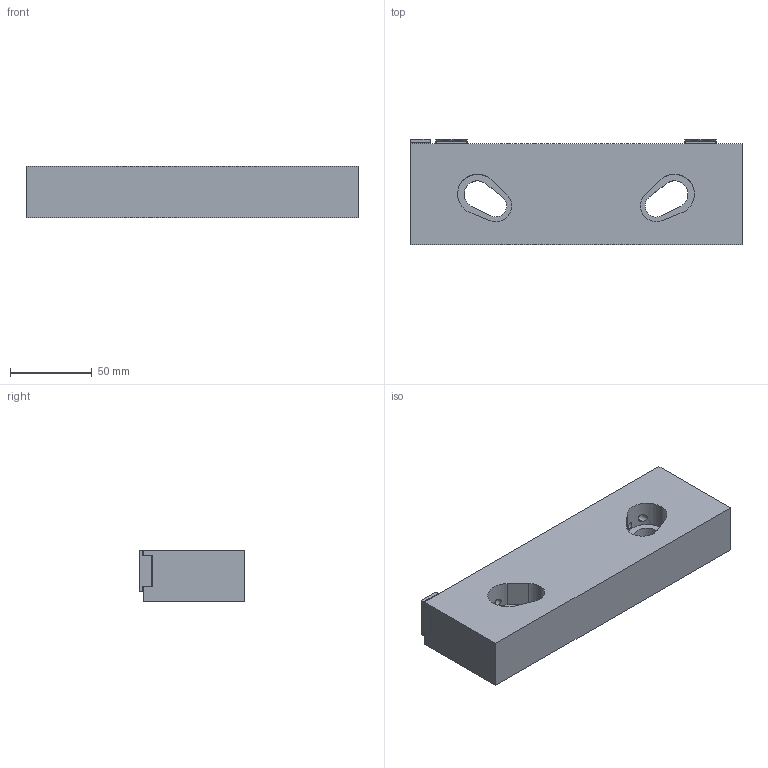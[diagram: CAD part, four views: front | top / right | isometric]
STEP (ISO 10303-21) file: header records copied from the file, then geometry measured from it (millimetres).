
FILE_DESCRIPTION (( 'STEP AP214' ), '1' );
FILE_NAME ('32088.STEP', '2024-11-05T17:00:56', ( '' ), ( '' ), 'SwSTEP 2.0', 'SolidWorks 2021', '' );
FILE_SCHEMA (( 'AUTOMOTIVE_DESIGN' ));
Length unit declared in the file: inch
Products named in the file (8): 320751_320751; 33030_33030; 33075_33075; M510MM LHCS_M510MMLHCS; 330301_330301; 32088; M512MM LHCS_M512MMLHCS; 320881_320881
Assembly tree (8 placements, depth 3):
  32088
    320881_320881
    33075_33075  x2
      320751_320751
      M512MM LHCS_M512MMLHCS
    33030_33030
      M510MM LHCS_M510MMLHCS
      330301_330301
Bounding box: 203.2 x 64.52 x 31.5 mm (x, y, z)
Volume: 346622.8 mm3; surface area: 56162.9 mm2
Topology: 7 solids, 7 shells, 454 faces, 1128 edges, 690 vertices
Faces by surface type: cylinder 223, plane 123, cone 83, torus 12, bspline 9, sphere 4
Entity records: 14597 total; most frequent: CARTESIAN_POINT 6902, ORIENTED_EDGE 1542, DIRECTION 1413, EDGE_CURVE 771, AXIS2_PLACEMENT_3D 516, VERTEX_POINT 479, LINE 381, VECTOR 381
